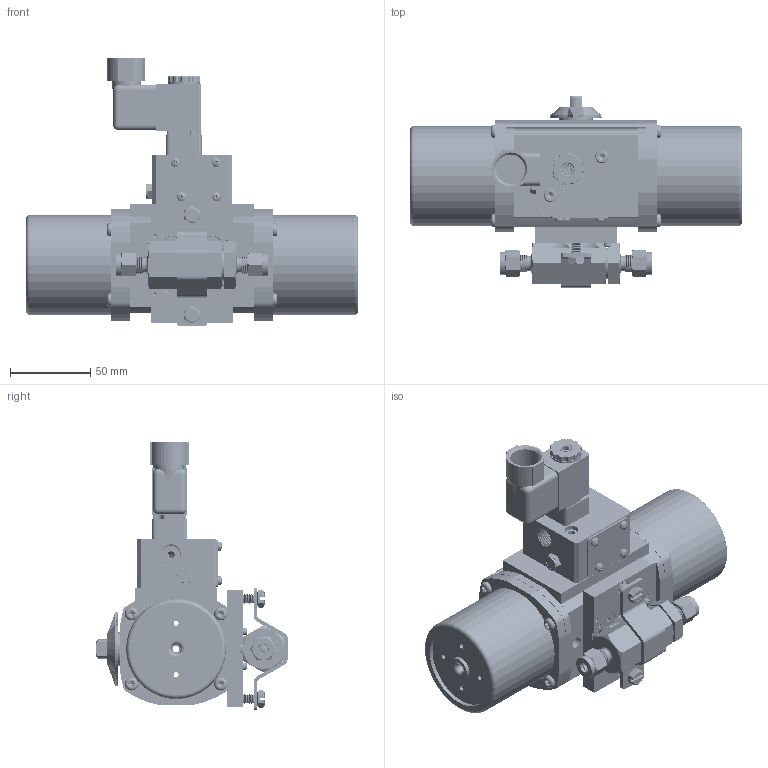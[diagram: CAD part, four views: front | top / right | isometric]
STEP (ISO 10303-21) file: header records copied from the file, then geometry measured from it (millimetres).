
FILE_DESCRIPTION (( 'STEP AP203' ), '1' );
FILE_NAME ('8204XXC4A512SR3GPDC.step', '2018-04-19T15:45:48', ( '' ), ( '' ), 'SwSTEP 2.0', 'SolidWorks 2017', '' );
FILE_SCHEMA (( 'CONFIG_CONTROL_DESIGN' ));
Length unit declared in the file: inch
Products named in the file (1): 8204XXC4A512SR3GPDC
Bounding box: 206.38 x 118.74 x 166.89 mm (x, y, z)
Volume: 550355.9 mm3; surface area: 241777.3 mm2
Topology: 67 solids, 67 shells, 5039 faces, 13136 edges, 8237 vertices
Faces by surface type: cylinder 2529, cone 1325, plane 847, torus 185, bspline 135, sphere 18
Entity records: 192640 total; most frequent: CARTESIAN_POINT 73977, ORIENTED_EDGE 25952, DIRECTION 24847, EDGE_CURVE 12976, AXIS2_PLACEMENT_3D 9954, VERTEX_POINT 8233, EDGE_LOOP 5417, CIRCLE 5049
